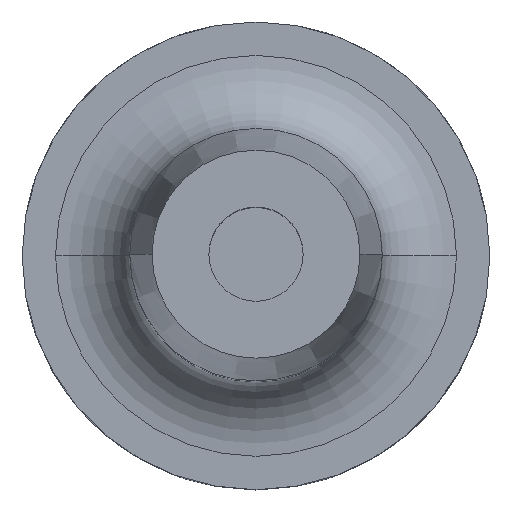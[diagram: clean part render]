
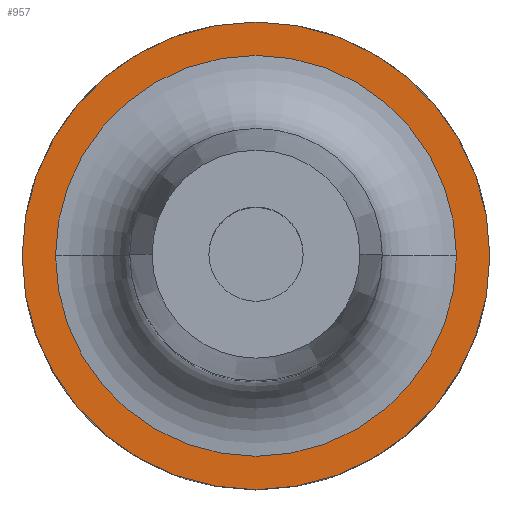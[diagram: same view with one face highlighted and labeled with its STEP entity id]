
A CAD part, top view. The second image highlights one B-rep face of the part: STEP entity #957.
In plain terms, the highlighted planar face has unit normal (0, 0, 1).
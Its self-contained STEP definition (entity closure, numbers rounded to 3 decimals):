
#135 = EDGE_LOOP ( 'NONE', ( #1903, #1025 ) ) ;
#203 = EDGE_CURVE ( 'NONE', #1549, #4132, #4445, .T. ) ;
#214 = FACE_BOUND ( 'NONE', #135, .T. ) ;
#304 = CARTESIAN_POINT ( 'NONE',  ( 0., 0., 22. ) ) ;
#355 = AXIS2_PLACEMENT_3D ( 'NONE', #3225, #3328, #3293 ) ;
#673 = DIRECTION ( 'NONE',  ( 1., 0., 0. ) ) ;
#726 = ORIENTED_EDGE ( 'NONE', *, *, #203, .T. ) ;
#813 = CIRCLE ( 'NONE', #1826, 27. ) ;
#845 = AXIS2_PLACEMENT_3D ( 'NONE', #3747, #1486, #4458 ) ;
#957 = ADVANCED_FACE ( 'NONE', ( #214, #2465 ), #1132, .F. ) ;
#1025 = ORIENTED_EDGE ( 'NONE', *, *, #4605, .T. ) ;
#1132 = PLANE ( 'NONE',  #845 ) ;
#1486 = DIRECTION ( 'NONE',  ( 0., 0., -1. ) ) ;
#1549 = VERTEX_POINT ( 'NONE', #4198 ) ;
#1594 = AXIS2_PLACEMENT_3D ( 'NONE', #304, #2978, #673 ) ;
#1643 = CARTESIAN_POINT ( 'NONE',  ( 0., 0., 22. ) ) ;
#1735 = VERTEX_POINT ( 'NONE', #3878 ) ;
#1826 = AXIS2_PLACEMENT_3D ( 'NONE', #1643, #4321, #2032 ) ;
#1895 = DIRECTION ( 'NONE',  ( 0., 0., -1. ) ) ;
#1903 = ORIENTED_EDGE ( 'NONE', *, *, #3620, .T. ) ;
#1980 = VERTEX_POINT ( 'NONE', #4071 ) ;
#2032 = DIRECTION ( 'NONE',  ( -1., 0., 0. ) ) ;
#2197 = CARTESIAN_POINT ( 'NONE',  ( 31.5, 0., 22. ) ) ;
#2465 = FACE_OUTER_BOUND ( 'NONE', #3017, .T. ) ;
#2737 = CIRCLE ( 'NONE', #1594, 31.5 ) ;
#2978 = DIRECTION ( 'NONE',  ( 0., 0., 1. ) ) ;
#3017 = EDGE_LOOP ( 'NONE', ( #4549, #726 ) ) ;
#3225 = CARTESIAN_POINT ( 'NONE',  ( 0., 0., 22. ) ) ;
#3293 = DIRECTION ( 'NONE',  ( 1., 0., 0. ) ) ;
#3328 = DIRECTION ( 'NONE',  ( 0., 0., 1. ) ) ;
#3375 = EDGE_CURVE ( 'NONE', #4132, #1549, #2737, .T. ) ;
#3420 = AXIS2_PLACEMENT_3D ( 'NONE', #4185, #1895, #4573 ) ;
#3525 = CIRCLE ( 'NONE', #3420, 27. ) ;
#3620 = EDGE_CURVE ( 'NONE', #1735, #1980, #3525, .T. ) ;
#3747 = CARTESIAN_POINT ( 'NONE',  ( 0., 0., 22. ) ) ;
#3878 = CARTESIAN_POINT ( 'NONE',  ( -27., 0., 22. ) ) ;
#4071 = CARTESIAN_POINT ( 'NONE',  ( 27., 0., 22. ) ) ;
#4132 = VERTEX_POINT ( 'NONE', #2197 ) ;
#4185 = CARTESIAN_POINT ( 'NONE',  ( 0., 0., 22. ) ) ;
#4198 = CARTESIAN_POINT ( 'NONE',  ( -31.5, 0., 22. ) ) ;
#4321 = DIRECTION ( 'NONE',  ( 0., 0., -1. ) ) ;
#4445 = CIRCLE ( 'NONE', #355, 31.5 ) ;
#4458 = DIRECTION ( 'NONE',  ( -1., 0., 0. ) ) ;
#4549 = ORIENTED_EDGE ( 'NONE', *, *, #3375, .T. ) ;
#4573 = DIRECTION ( 'NONE',  ( -1., 0., 0. ) ) ;
#4605 = EDGE_CURVE ( 'NONE', #1980, #1735, #813, .T. ) ;
